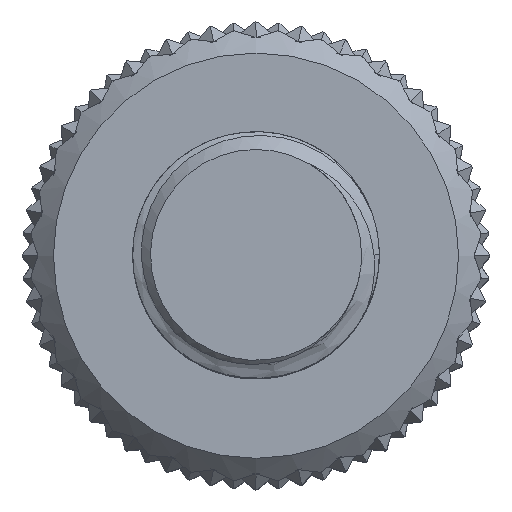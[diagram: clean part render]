
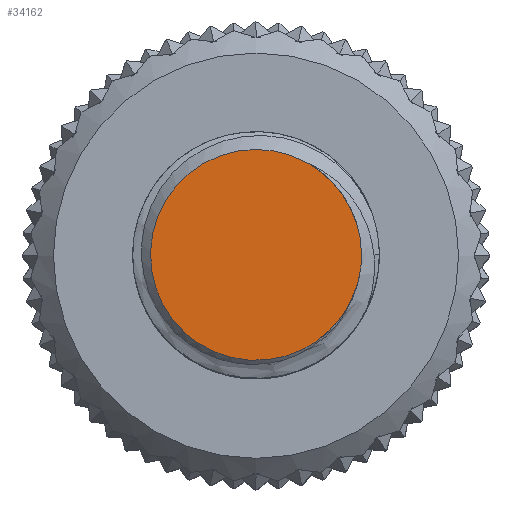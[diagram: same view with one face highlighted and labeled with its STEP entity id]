
A CAD part, top view. The second image highlights one B-rep face of the part: STEP entity #34162.
In plain terms, the highlighted planar face has unit normal (0, 0, 1).
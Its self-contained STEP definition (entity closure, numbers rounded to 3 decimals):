
#2322=PLANE('',#37011);
#2331=CIRCLE('',#36989,6.767);
#2332=CIRCLE('',#36991,6.767);
#2335=CIRCLE('',#37009,6.767);
#2375=FACE_OUTER_BOUND('',#5203,.T.);
#5203=EDGE_LOOP('',(#22384,#22385,#22386));
#13739=VERTEX_POINT('',#39887);
#13740=VERTEX_POINT('',#39889);
#13743=VERTEX_POINT('',#39917);
#16614=EDGE_CURVE('',#13739,#13740,#2331,.T.);
#16617=EDGE_CURVE('',#13743,#13739,#2332,.T.);
#16665=EDGE_CURVE('',#13743,#13740,#2335,.T.);
#22384=ORIENTED_EDGE('',*,*,#16665,.F.);
#22385=ORIENTED_EDGE('',*,*,#16617,.T.);
#22386=ORIENTED_EDGE('',*,*,#16614,.T.);
#34162=ADVANCED_FACE('',(#2375),#2322,.T.);
#36989=AXIS2_PLACEMENT_3D('',#39896,#37562,#37563);
#36991=AXIS2_PLACEMENT_3D('',#39918,#37567,#37568);
#37009=AXIS2_PLACEMENT_3D('',#40766,#37618,#37619);
#37011=AXIS2_PLACEMENT_3D('',#40848,#37622,#37623);
#37562=DIRECTION('center_axis',(0.,0.,1.));
#37563=DIRECTION('ref_axis',(-1.,0.,0.));
#37567=DIRECTION('center_axis',(0.,0.,1.));
#37568=DIRECTION('ref_axis',(-1.,0.,0.));
#37618=DIRECTION('center_axis',(0.,0.,-1.));
#37619=DIRECTION('ref_axis',(-1.,0.,0.));
#37622=DIRECTION('center_axis',(0.,0.,1.));
#37623=DIRECTION('ref_axis',(-1.,0.,0.));
#39887=CARTESIAN_POINT('',(6.767,0.,49.));
#39889=CARTESIAN_POINT('',(3.269,5.925,49.));
#39896=CARTESIAN_POINT('Origin',(0.,0.,
49.));
#39917=CARTESIAN_POINT('',(6.501,-1.878,49.));
#39918=CARTESIAN_POINT('Origin',(0.,0.,
49.));
#40766=CARTESIAN_POINT('Origin',(0.,0.,
49.));
#40848=CARTESIAN_POINT('Origin',(0.,0.,
49.));
